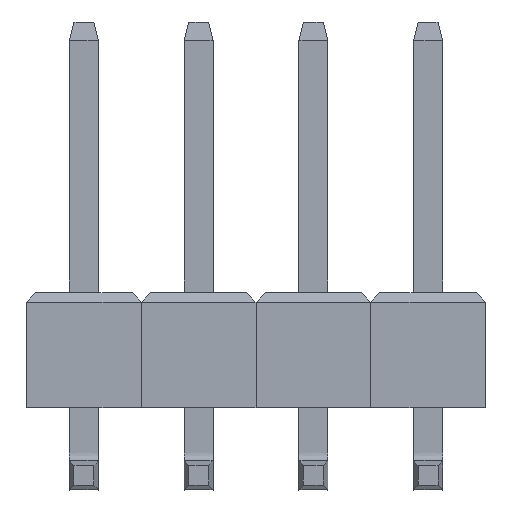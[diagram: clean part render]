
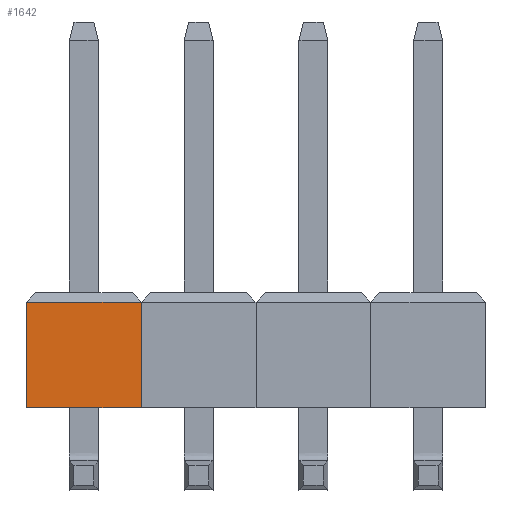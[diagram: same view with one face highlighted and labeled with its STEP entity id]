
A CAD part, top view. The second image highlights one B-rep face of the part: STEP entity #1642.
In plain terms, the highlighted planar face has unit normal (0, 0, 1).
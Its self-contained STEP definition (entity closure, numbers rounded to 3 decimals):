
#135 = VERTEX_POINT ( 'NONE', #1045 ) ;
#147 = DIRECTION ( 'NONE',  ( 1., 0., 0. ) ) ;
#150 = CARTESIAN_POINT ( 'NONE',  ( -1.27, -1.27, 1.27 ) ) ;
#167 = PLANE ( 'NONE',  #1618 ) ;
#186 = DIRECTION ( 'NONE',  ( 0., 0., 1. ) ) ;
#224 = VERTEX_POINT ( 'NONE', #1556 ) ;
#240 = DIRECTION ( 'NONE',  ( 1., 0., 0. ) ) ;
#258 = CARTESIAN_POINT ( 'NONE',  ( -1.27, -1.27, 1.27 ) ) ;
#265 = DIRECTION ( 'NONE',  ( 0., -1., 0. ) ) ;
#266 = CARTESIAN_POINT ( 'NONE',  ( -1.27, 1.27, 1.27 ) ) ;
#315 = CARTESIAN_POINT ( 'NONE',  ( -1.27, 1.07, 1.27 ) ) ;
#331 = DIRECTION ( 'NONE',  ( -1., 0., 0. ) ) ;
#335 = ORIENTED_EDGE ( 'NONE', *, *, #1375, .T. ) ;
#487 = VECTOR ( 'NONE', #265, 1000. ) ;
#587 = VERTEX_POINT ( 'NONE', #649 ) ;
#588 = LINE ( 'NONE', #266, #487 ) ;
#649 = CARTESIAN_POINT ( 'NONE',  ( 1.27, -1.27, 1.27 ) ) ;
#715 = EDGE_LOOP ( 'NONE', ( #335, #1255, #1159, #1073 ) ) ;
#781 = DIRECTION ( 'NONE',  ( 0., 1., 0. ) ) ;
#787 = VECTOR ( 'NONE', #240, 1000. ) ;
#853 = LINE ( 'NONE', #1741, #1441 ) ;
#901 = VECTOR ( 'NONE', #331, 1000. ) ;
#1045 = CARTESIAN_POINT ( 'NONE',  ( 1.27, 1.07, 1.27 ) ) ;
#1047 = VERTEX_POINT ( 'NONE', #1525 ) ;
#1073 = ORIENTED_EDGE ( 'NONE', *, *, #1570, .T. ) ;
#1159 = ORIENTED_EDGE ( 'NONE', *, *, #1537, .T. ) ;
#1193 = FACE_OUTER_BOUND ( 'NONE', #715, .T. ) ;
#1255 = ORIENTED_EDGE ( 'NONE', *, *, #1466, .T. ) ;
#1260 = LINE ( 'NONE', #258, #787 ) ;
#1375 = EDGE_CURVE ( 'NONE', #587, #135, #853, .T. ) ;
#1441 = VECTOR ( 'NONE', #781, 1000. ) ;
#1466 = EDGE_CURVE ( 'NONE', #135, #1047, #1698, .T. ) ;
#1525 = CARTESIAN_POINT ( 'NONE',  ( -1.27, 1.07, 1.27 ) ) ;
#1537 = EDGE_CURVE ( 'NONE', #1047, #224, #588, .T. ) ;
#1556 = CARTESIAN_POINT ( 'NONE',  ( -1.27, -1.27, 1.27 ) ) ;
#1570 = EDGE_CURVE ( 'NONE', #224, #587, #1260, .T. ) ;
#1618 = AXIS2_PLACEMENT_3D ( 'NONE', #150, #186, #147 ) ;
#1642 = ADVANCED_FACE ( 'NONE', ( #1193 ), #167, .T. ) ;
#1698 = LINE ( 'NONE', #315, #901 ) ;
#1741 = CARTESIAN_POINT ( 'NONE',  ( 1.27, 1.27, 1.27 ) ) ;
